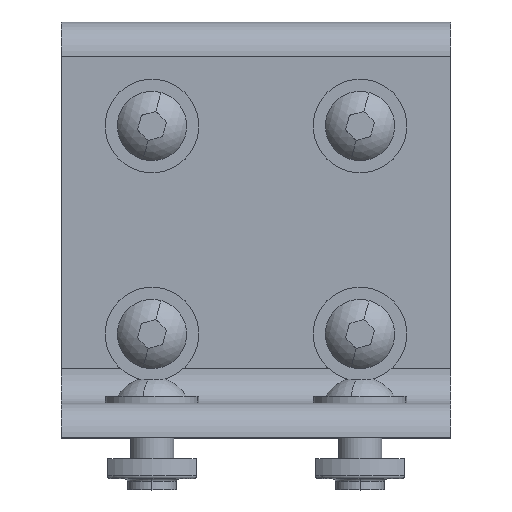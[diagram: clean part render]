
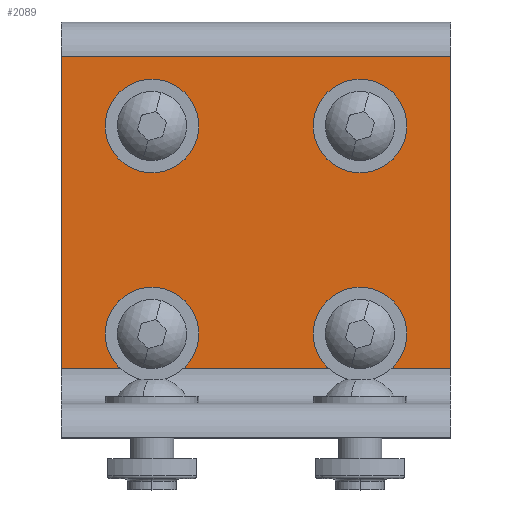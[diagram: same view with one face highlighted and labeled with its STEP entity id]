
A CAD part, top view. The second image highlights one B-rep face of the part: STEP entity #2089.
In plain terms, the highlighted planar face has unit normal (0, 0, 1).
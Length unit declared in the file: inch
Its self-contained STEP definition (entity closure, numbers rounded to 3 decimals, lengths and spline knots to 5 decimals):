
#35 = ORIENTED_EDGE ( 'NONE', *, *, #2138, .F. ) ;
#64 = VERTEX_POINT ( 'NONE', #577 ) ;
#69 = EDGE_LOOP ( 'NONE', ( #35, #2121 ) ) ;
#89 = EDGE_CURVE ( 'NONE', #2220, #2238, #724, .T. ) ;
#106 = CARTESIAN_POINT ( 'NONE',  ( 1.405, 2.75, 0.25 ) ) ;
#151 = LINE ( 'NONE', #152, #153 ) ;
#152 = CARTESIAN_POINT ( 'NONE',  ( -1.405, 0.5, 0.25 ) ) ;
#153 = VECTOR ( 'NONE', #154, 39.37008 ) ;
#154 = DIRECTION ( 'NONE',  ( 0., -1., 0. ) ) ;
#158 = ORIENTED_EDGE ( 'NONE', *, *, #89, .F. ) ;
#188 = CIRCLE ( 'NONE', #189, 0.164 ) ;
#189 = AXIS2_PLACEMENT_3D ( 'NONE', #190, #191, #192 ) ;
#190 = CARTESIAN_POINT ( 'NONE',  ( 0.75, 2.25, 0.25 ) ) ;
#191 = DIRECTION ( 'NONE',  ( 0., 0., 1. ) ) ;
#192 = DIRECTION ( 'NONE',  ( 0., -1., 0. ) ) ;
#218 = CARTESIAN_POINT ( 'NONE',  ( -1.405, 0.5, 0.25 ) ) ;
#222 = LINE ( 'NONE', #223, #224 ) ;
#223 = CARTESIAN_POINT ( 'NONE',  ( 1.405, 0.5, 0.25 ) ) ;
#224 = VECTOR ( 'NONE', #225, 39.37008 ) ;
#225 = DIRECTION ( 'NONE',  ( 0., -1., 0. ) ) ;
#267 = LINE ( 'NONE', #268, #269 ) ;
#268 = CARTESIAN_POINT ( 'NONE',  ( -1.405, 0.5, 0.25 ) ) ;
#269 = VECTOR ( 'NONE', #270, 39.37008 ) ;
#270 = DIRECTION ( 'NONE',  ( 1., 0., 0. ) ) ;
#282 = CIRCLE ( 'NONE', #283, 0.164 ) ;
#283 = AXIS2_PLACEMENT_3D ( 'NONE', #284, #285, #286 ) ;
#284 = CARTESIAN_POINT ( 'NONE',  ( 0.75, 0.75, 0.25 ) ) ;
#285 = DIRECTION ( 'NONE',  ( 0., 0., 1. ) ) ;
#286 = DIRECTION ( 'NONE',  ( 0., -1., 0. ) ) ;
#313 = CIRCLE ( 'NONE', #314, 0.164 ) ;
#314 = AXIS2_PLACEMENT_3D ( 'NONE', #315, #316, #317 ) ;
#315 = CARTESIAN_POINT ( 'NONE',  ( -0.75, 0.75, 0.25 ) ) ;
#316 = DIRECTION ( 'NONE',  ( 0., 0., 1. ) ) ;
#317 = DIRECTION ( 'NONE',  ( 0., -1., 0. ) ) ;
#529 = CIRCLE ( 'NONE', #530, 0.164 ) ;
#530 = AXIS2_PLACEMENT_3D ( 'NONE', #531, #532, #533 ) ;
#531 = CARTESIAN_POINT ( 'NONE',  ( -0.75, 0.75, 0.25 ) ) ;
#532 = DIRECTION ( 'NONE',  ( 0., 0., 1. ) ) ;
#533 = DIRECTION ( 'NONE',  ( 0., -1., 0. ) ) ;
#577 = CARTESIAN_POINT ( 'NONE',  ( 0.75, 0.586, 0.25 ) ) ;
#643 = CARTESIAN_POINT ( 'NONE',  ( 0.75, 2.414, 0.25 ) ) ;
#671 = CARTESIAN_POINT ( 'NONE',  ( 1.405, 0.5, 0.25 ) ) ;
#690 = CARTESIAN_POINT ( 'NONE',  ( 0.75, 0.914, 0.25 ) ) ;
#692 = CIRCLE ( 'NONE', #693, 0.164 ) ;
#693 = AXIS2_PLACEMENT_3D ( 'NONE', #694, #695, #696 ) ;
#694 = CARTESIAN_POINT ( 'NONE',  ( 0.75, 0.75, 0.25 ) ) ;
#695 = DIRECTION ( 'NONE',  ( 0., 0., 1. ) ) ;
#696 = DIRECTION ( 'NONE',  ( 0., -1., 0. ) ) ;
#704 = CARTESIAN_POINT ( 'NONE',  ( -1.405, 2.75, 0.25 ) ) ;
#724 = CIRCLE ( 'NONE', #725, 0.164 ) ;
#725 = AXIS2_PLACEMENT_3D ( 'NONE', #726, #727, #728 ) ;
#726 = CARTESIAN_POINT ( 'NONE',  ( -0.75, 2.25, 0.25 ) ) ;
#727 = DIRECTION ( 'NONE',  ( 0., 0., 1. ) ) ;
#728 = DIRECTION ( 'NONE',  ( 0., -1., 0. ) ) ;
#734 = CARTESIAN_POINT ( 'NONE',  ( -0.75, 0.914, 0.25 ) ) ;
#795 = LINE ( 'NONE', #796, #797 ) ;
#796 = CARTESIAN_POINT ( 'NONE',  ( -1.405, 2.75, 0.25 ) ) ;
#797 = VECTOR ( 'NONE', #798, 39.37008 ) ;
#798 = DIRECTION ( 'NONE',  ( 1., 0., 0. ) ) ;
#812 = CARTESIAN_POINT ( 'NONE',  ( -0.75, 0.586, 0.25 ) ) ;
#814 = CARTESIAN_POINT ( 'NONE',  ( -0.75, 2.086, 0.25 ) ) ;
#915 = CARTESIAN_POINT ( 'NONE',  ( -0.75, 2.414, 0.25 ) ) ;
#1012 = CIRCLE ( 'NONE', #1013, 0.164 ) ;
#1013 = AXIS2_PLACEMENT_3D ( 'NONE', #1014, #1015, #1016 ) ;
#1014 = CARTESIAN_POINT ( 'NONE',  ( 0.75, 2.25, 0.25 ) ) ;
#1015 = DIRECTION ( 'NONE',  ( 0., 0., 1. ) ) ;
#1016 = DIRECTION ( 'NONE',  ( 0., -1., 0. ) ) ;
#1042 = CIRCLE ( 'NONE', #1043, 0.164 ) ;
#1043 = AXIS2_PLACEMENT_3D ( 'NONE', #1045, #1046, #1047 ) ;
#1045 = CARTESIAN_POINT ( 'NONE',  ( -0.75, 2.25, 0.25 ) ) ;
#1046 = DIRECTION ( 'NONE',  ( 0., 0., 1. ) ) ;
#1047 = DIRECTION ( 'NONE',  ( 0., -1., 0. ) ) ;
#1090 = FACE_BOUND ( 'NONE', #2057, .T. ) ;
#1091 = FACE_BOUND ( 'NONE', #2294, .T. ) ;
#1092 = FACE_OUTER_BOUND ( 'NONE', #2175, .T. ) ;
#1095 = FACE_BOUND ( 'NONE', #2227, .T. ) ;
#1096 = FACE_BOUND ( 'NONE', #69, .T. ) ;
#1097 = PLANE ( 'NONE',  #1098 ) ;
#1098 = AXIS2_PLACEMENT_3D ( 'NONE', #1099, #1100, #1101 ) ;
#1099 = CARTESIAN_POINT ( 'NONE',  ( -1.405, 0.5, 0.25 ) ) ;
#1100 = DIRECTION ( 'NONE',  ( 0., 0., 1. ) ) ;
#1101 = DIRECTION ( 'NONE',  ( 0., -1., 0. ) ) ;
#1154 = CARTESIAN_POINT ( 'NONE',  ( 0.75, 2.086, 0.25 ) ) ;
#1907 = VERTEX_POINT ( 'NONE', #671 ) ;
#2057 = EDGE_LOOP ( 'NONE', ( #2374, #2338 ) ) ;
#2072 = EDGE_CURVE ( 'NONE', #2101, #2123, #1012, .T. ) ;
#2089 = ADVANCED_FACE ( 'NONE', ( #1090, #1091, #1092, #1095, #1096 ), #1097, .T. ) ;
#2101 = VERTEX_POINT ( 'NONE', #1154 ) ;
#2121 = ORIENTED_EDGE ( 'NONE', *, *, #2072, .F. ) ;
#2123 = VERTEX_POINT ( 'NONE', #643 ) ;
#2138 = EDGE_CURVE ( 'NONE', #2123, #2101, #188, .T. ) ;
#2142 = VERTEX_POINT ( 'NONE', #218 ) ;
#2151 = EDGE_CURVE ( 'NONE', #2142, #1907, #267, .T. ) ;
#2175 = EDGE_LOOP ( 'NONE', ( #2325, #2247, #2190, #2251 ) ) ;
#2190 = ORIENTED_EDGE ( 'NONE', *, *, #2290, .T. ) ;
#2191 = EDGE_CURVE ( 'NONE', #2384, #2210, #529, .T. ) ;
#2201 = ORIENTED_EDGE ( 'NONE', *, *, #2254, .F. ) ;
#2206 = VERTEX_POINT ( 'NONE', #690 ) ;
#2208 = VERTEX_POINT ( 'NONE', #704 ) ;
#2210 = VERTEX_POINT ( 'NONE', #734 ) ;
#2211 = ORIENTED_EDGE ( 'NONE', *, *, #2191, .F. ) ;
#2216 = EDGE_CURVE ( 'NONE', #2208, #2286, #795, .T. ) ;
#2220 = VERTEX_POINT ( 'NONE', #814 ) ;
#2227 = EDGE_LOOP ( 'NONE', ( #2201, #158 ) ) ;
#2238 = VERTEX_POINT ( 'NONE', #915 ) ;
#2244 = ORIENTED_EDGE ( 'NONE', *, *, #2319, .F. ) ;
#2247 = ORIENTED_EDGE ( 'NONE', *, *, #2216, .F. ) ;
#2251 = ORIENTED_EDGE ( 'NONE', *, *, #2151, .T. ) ;
#2254 = EDGE_CURVE ( 'NONE', #2238, #2220, #1042, .T. ) ;
#2286 = VERTEX_POINT ( 'NONE', #106 ) ;
#2290 = EDGE_CURVE ( 'NONE', #2208, #2142, #151, .T. ) ;
#2294 = EDGE_LOOP ( 'NONE', ( #2244, #2211 ) ) ;
#2299 = EDGE_CURVE ( 'NONE', #2286, #1907, #222, .T. ) ;
#2311 = EDGE_CURVE ( 'NONE', #64, #2206, #282, .T. ) ;
#2319 = EDGE_CURVE ( 'NONE', #2210, #2384, #313, .T. ) ;
#2325 = ORIENTED_EDGE ( 'NONE', *, *, #2299, .F. ) ;
#2338 = ORIENTED_EDGE ( 'NONE', *, *, #2311, .F. ) ;
#2372 = EDGE_CURVE ( 'NONE', #2206, #64, #692, .T. ) ;
#2374 = ORIENTED_EDGE ( 'NONE', *, *, #2372, .F. ) ;
#2384 = VERTEX_POINT ( 'NONE', #812 ) ;
